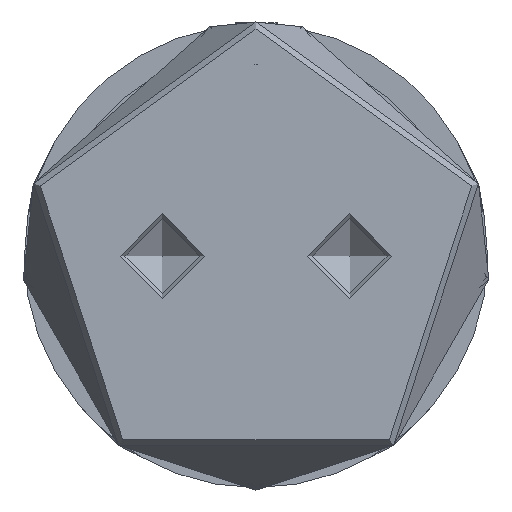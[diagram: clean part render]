
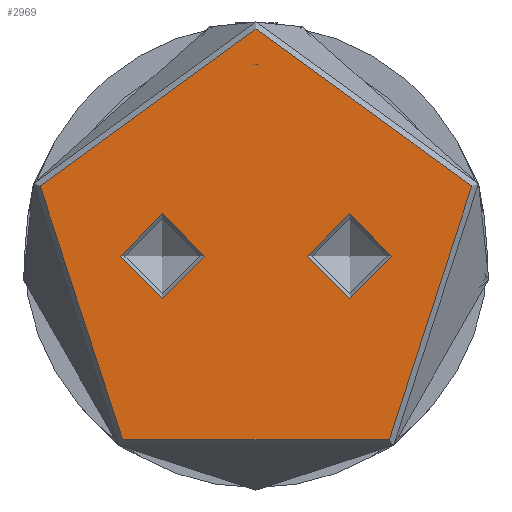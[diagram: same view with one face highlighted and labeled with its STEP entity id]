
A CAD part, front view. The second image highlights one B-rep face of the part: STEP entity #2969.
In plain terms, the highlighted face is planar.
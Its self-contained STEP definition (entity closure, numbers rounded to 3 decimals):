
#48 = PLANE ( 'NONE',  #2599 ) ;
#209 = DIRECTION ( 'NONE',  ( 1., 0., 0. ) ) ;
#283 = VERTEX_POINT ( 'NONE', #3010 ) ;
#363 = EDGE_LOOP ( 'NONE', ( #3793 ) ) ;
#449 = CARTESIAN_POINT ( 'NONE',  ( 0., 0., 0. ) ) ;
#491 = DIRECTION ( 'NONE',  ( 0., 0., -1. ) ) ;
#771 = FACE_OUTER_BOUND ( 'NONE', #2030, .T. ) ;
#882 = FACE_BOUND ( 'NONE', #363, .T. ) ;
#945 = FACE_BOUND ( 'NONE', #1593, .T. ) ;
#1073 = EDGE_CURVE ( 'NONE', #4556, #4556, #1170, .T. ) ;
#1170 = CIRCLE ( 'NONE', #3449, 4.5 ) ;
#1226 = DIRECTION ( 'NONE',  ( 0., 0., -1. ) ) ;
#1231 = CARTESIAN_POINT ( 'NONE',  ( 0., 10., 0. ) ) ;
#1374 = CIRCLE ( 'NONE', #4783, 4.5 ) ;
#1509 = EDGE_CURVE ( 'NONE', #2744, #2744, #3616, .T. ) ;
#1593 = EDGE_LOOP ( 'NONE', ( #4576 ) ) ;
#2030 = EDGE_LOOP ( 'NONE', ( #4878 ) ) ;
#2090 = EDGE_CURVE ( 'NONE', #283, #283, #1374, .T. ) ;
#2570 = DIRECTION ( 'NONE',  ( 0., 0., 1. ) ) ;
#2599 = AXIS2_PLACEMENT_3D ( 'NONE', #449, #1226, #3952 ) ;
#2744 = VERTEX_POINT ( 'NONE', #4559 ) ;
#2830 = CARTESIAN_POINT ( 'NONE',  ( 0., -10., 0. ) ) ;
#2969 = ADVANCED_FACE ( 'NONE', ( #882, #771, #945 ), #48, .F. ) ;
#3010 = CARTESIAN_POINT ( 'NONE',  ( 4.5, -10., 0. ) ) ;
#3211 = DIRECTION ( 'NONE',  ( 1., 0., 0. ) ) ;
#3449 = AXIS2_PLACEMENT_3D ( 'NONE', #1231, #3959, #3765 ) ;
#3616 = CIRCLE ( 'NONE', #3776, 24.25 ) ;
#3765 = DIRECTION ( 'NONE',  ( 1., 0., 0. ) ) ;
#3772 = CARTESIAN_POINT ( 'NONE',  ( 4.5, 10., 0. ) ) ;
#3776 = AXIS2_PLACEMENT_3D ( 'NONE', #4876, #2570, #209 ) ;
#3793 = ORIENTED_EDGE ( 'NONE', *, *, #1073, .F. ) ;
#3952 = DIRECTION ( 'NONE',  ( -1., 0., 0. ) ) ;
#3959 = DIRECTION ( 'NONE',  ( 0., 0., 1. ) ) ;
#4556 = VERTEX_POINT ( 'NONE', #3772 ) ;
#4559 = CARTESIAN_POINT ( 'NONE',  ( 24.25, 0., 0. ) ) ;
#4576 = ORIENTED_EDGE ( 'NONE', *, *, #2090, .T. ) ;
#4783 = AXIS2_PLACEMENT_3D ( 'NONE', #2830, #491, #3211 ) ;
#4876 = CARTESIAN_POINT ( 'NONE',  ( 0., 0., 0. ) ) ;
#4878 = ORIENTED_EDGE ( 'NONE', *, *, #1509, .T. ) ;
